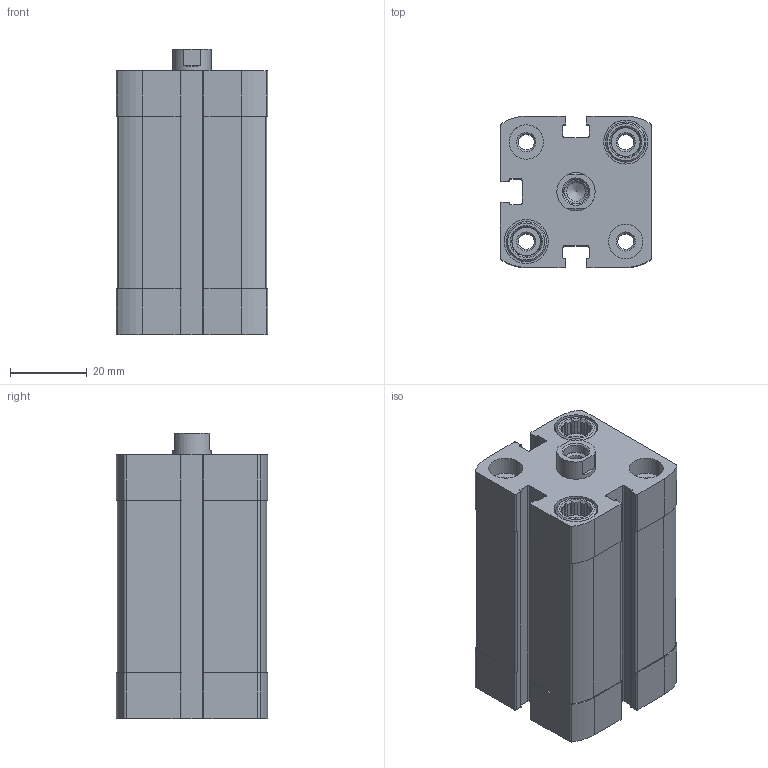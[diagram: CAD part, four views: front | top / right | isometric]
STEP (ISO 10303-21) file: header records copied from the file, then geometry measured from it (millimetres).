
FILE_DESCRIPTION(/* description */ ('STEP AP214'),/* implementation_level */ '2;1');
FILE_NAME(/* name */ '536264_ADN-25-30-I-P-A',/* time_stamp */ '2024-07-30T10:10:02+02:00',/* author */ ('License CC BY-ND 4.0'),/* organization */ ('CADENAS'),/* preprocessor_version */ 'ST-DEVELOPER v19.3',/* originating_system */ 'PARTsolutions',/* authorisation */ ' ');
FILE_SCHEMA (('AUTOMOTIVE_DESIGN {1 0 10303 214 3 1 1}'));
Length unit declared in the file: millimetre
Products named in the file (3): 536264 ADN-25-30-I-P-A---(asm_0); 536250 ADN-30-P---(Z); 536250 ADN-30-P-I_(KS)
Assembly tree (2 placements, depth 2):
  536264 ADN-25-30-I-P-A---(asm_0)
    536250 ADN-30-P---(Z)
    536250 ADN-30-P-I_(KS)
Bounding box: 39.5 x 39.5 x 74.5 mm (x, y, z)
Volume: 78124.7 mm3; surface area: 30278.1 mm2
Topology: 2 solids, 2 shells, 349 faces, 931 edges, 617 vertices
Faces by surface type: plane 231, cylinder 97, cone 21
Full cylindrical faces by diameter (mm): 4.134 x10, 4.917 x1, 5 x4, 6.4 x1, 7.5 x4, 9 x5, 10 x2, 10.5 x4, 11.5 x4, 25 x2
Entity records: 10683 total; most frequent: CARTESIAN_POINT 2099, DIRECTION 1774, ORIENTED_EDGE 1714, EDGE_CURVE 857, AXIS2_PLACEMENT_3D 661, VERTEX_POINT 602, LINE 452, VECTOR 452
